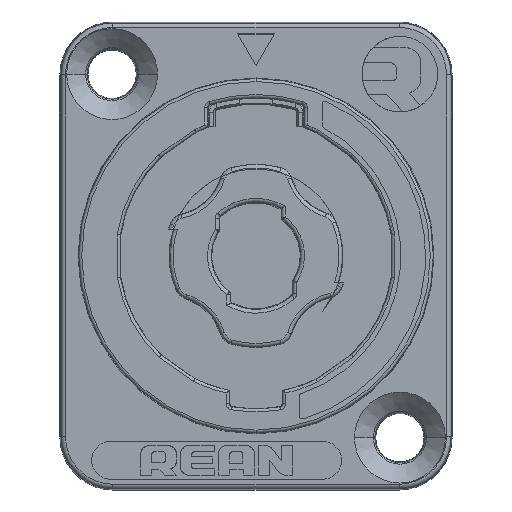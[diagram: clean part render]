
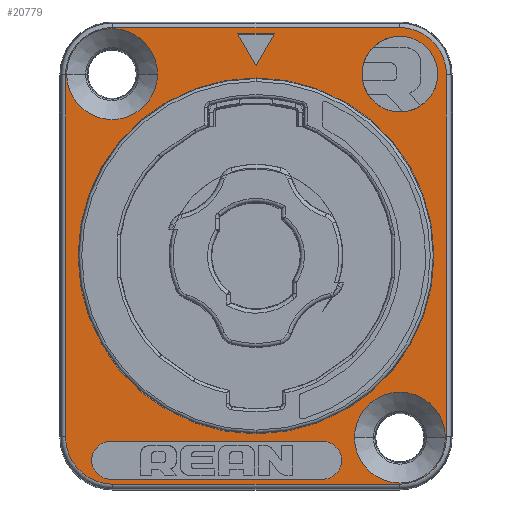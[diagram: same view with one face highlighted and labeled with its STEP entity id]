
A CAD part, top view. The second image highlights one B-rep face of the part: STEP entity #20779.
In plain terms, the highlighted planar face has unit normal (0, 0, 1).
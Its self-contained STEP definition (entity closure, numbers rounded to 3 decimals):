
#3261=CARTESIAN_POINT('',(-9.5,12.,4.5));
#3262=DIRECTION('',(0.,0.,1.));
#3263=DIRECTION('',(-1.,0.,0.));
#3264=AXIS2_PLACEMENT_3D('',#3261,#3262,#3263);
#3266=CARTESIAN_POINT('',(-9.5,12.,4.5));
#3267=DIRECTION('',(0.,0.,1.));
#3268=DIRECTION('',(1.,0.,0.));
#3269=AXIS2_PLACEMENT_3D('',#3266,#3267,#3268);
#3271=CARTESIAN_POINT('',(9.5,-12.,4.5));
#3272=DIRECTION('',(0.,0.,1.));
#3273=DIRECTION('',(1.,0.,0.));
#3274=AXIS2_PLACEMENT_3D('',#3271,#3272,#3273);
#3276=CARTESIAN_POINT('',(9.5,-12.,4.5));
#3277=DIRECTION('',(0.,0.,1.));
#3278=DIRECTION('',(-1.,0.,0.));
#3279=AXIS2_PLACEMENT_3D('',#3276,#3277,#3278);
#3281=CARTESIAN_POINT('',(9.5,12.,4.5));
#3282=DIRECTION('',(0.,0.,1.));
#3283=DIRECTION('',(1.,0.,0.));
#3284=AXIS2_PLACEMENT_3D('',#3281,#3282,#3283);
#3286=CARTESIAN_POINT('',(9.5,12.,4.5));
#3287=DIRECTION('',(0.,0.,1.));
#3288=DIRECTION('',(-1.,0.,0.));
#3289=AXIS2_PLACEMENT_3D('',#3286,#3287,#3288);
#3291=CARTESIAN_POINT('',(-9.6,-13.5,4.5));
#3292=DIRECTION('',(0.,0.,1.));
#3293=DIRECTION('',(0.,1.,0.));
#3294=AXIS2_PLACEMENT_3D('',#3291,#3292,#3293);
#3296=DIRECTION('',(1.,0.,0.));
#3297=VECTOR('',#3296,14.);
#3298=CARTESIAN_POINT('',(-9.6,-14.75,4.5));
#3299=LINE('',#3298,#3297);
#3300=CARTESIAN_POINT('',(4.4,-13.5,4.5));
#3301=DIRECTION('',(0.,0.,1.));
#3302=DIRECTION('',(0.,-1.,0.));
#3303=AXIS2_PLACEMENT_3D('',#3300,#3301,#3302);
#3305=DIRECTION('',(-1.,0.,0.));
#3306=VECTOR('',#3305,14.);
#3307=CARTESIAN_POINT('',(4.4,-12.25,4.5));
#3308=LINE('',#3307,#3306);
#3309=DIRECTION('',(0.5,-0.866,0.));
#3310=VECTOR('',#3309,2.4);
#3311=CARTESIAN_POINT('',(-1.2,14.65,4.5));
#3312=LINE('',#3311,#3310);
#3313=DIRECTION('',(0.5,0.866,0.));
#3314=VECTOR('',#3313,2.4);
#3315=CARTESIAN_POINT('',(0.,12.572,4.5));
#3316=LINE('',#3315,#3314);
#3317=DIRECTION('',(-1.,0.,0.));
#3318=VECTOR('',#3317,2.4);
#3319=CARTESIAN_POINT('',(1.2,14.65,4.5));
#3320=LINE('',#3319,#3318);
#3321=CARTESIAN_POINT('',(-9.45,-11.95,4.5));
#3322=DIRECTION('',(0.,0.,1.));
#3323=DIRECTION('',(-1.,0.,0.));
#3324=AXIS2_PLACEMENT_3D('',#3321,#3322,#3323);
#3326=DIRECTION('',(0.,-1.,0.));
#3327=VECTOR('',#3326,23.9);
#3328=CARTESIAN_POINT('',(-12.577,11.95,4.5));
#3329=LINE('',#3328,#3327);
#3330=CARTESIAN_POINT('',(-9.45,11.95,4.5));
#3331=DIRECTION('',(0.,0.,1.));
#3332=DIRECTION('',(0.,1.,0.));
#3333=AXIS2_PLACEMENT_3D('',#3330,#3331,#3332);
#3335=DIRECTION('',(-1.,0.,0.));
#3336=VECTOR('',#3335,18.9);
#3337=CARTESIAN_POINT('',(9.45,15.077,4.5));
#3338=LINE('',#3337,#3336);
#3339=CARTESIAN_POINT('',(9.45,11.95,4.5));
#3340=DIRECTION('',(0.,0.,1.));
#3341=DIRECTION('',(1.,0.,0.));
#3342=AXIS2_PLACEMENT_3D('',#3339,#3340,#3341);
#3344=DIRECTION('',(0.,1.,0.));
#3345=VECTOR('',#3344,23.9);
#3346=CARTESIAN_POINT('',(12.577,-11.95,4.5));
#3347=LINE('',#3346,#3345);
#3348=CARTESIAN_POINT('',(9.45,-11.95,4.5));
#3349=DIRECTION('',(0.,0.,1.));
#3350=DIRECTION('',(0.,-1.,0.));
#3351=AXIS2_PLACEMENT_3D('',#3348,#3349,#3350);
#3353=DIRECTION('',(1.,0.,0.));
#3354=VECTOR('',#3353,18.9);
#3355=CARTESIAN_POINT('',(-9.45,-15.077,4.5));
#3356=LINE('',#3355,#3354);
#3362=CARTESIAN_POINT('',(0.,0.,4.5));
#3363=DIRECTION('',(0.,0.,-1.));
#3364=DIRECTION('',(0.,1.,0.));
#3365=AXIS2_PLACEMENT_3D('',#3362,#3363,#3364);
#3660=CARTESIAN_POINT('',(0.,0.,4.5));
#3661=DIRECTION('',(0.,0.,1.));
#3662=DIRECTION('',(0.,1.,0.));
#3663=AXIS2_PLACEMENT_3D('',#3660,#3661,#3662);
#15263=CARTESIAN_POINT('',(-12.5,12.,4.5));
#15264=CARTESIAN_POINT('',(-6.5,12.,4.5));
#15265=VERTEX_POINT('',#15263);
#15266=VERTEX_POINT('',#15264);
#15271=CARTESIAN_POINT('',(12.5,-12.,4.5));
#15272=CARTESIAN_POINT('',(6.5,-12.,4.5));
#15273=VERTEX_POINT('',#15271);
#15274=VERTEX_POINT('',#15272);
#15275=CARTESIAN_POINT('',(0.,11.75,4.5));
#15276=CARTESIAN_POINT('',(0.,-11.75,4.5));
#15277=VERTEX_POINT('',#15275);
#15278=VERTEX_POINT('',#15276);
#15317=CARTESIAN_POINT('',(12.,12.,4.5));
#15318=CARTESIAN_POINT('',(7.,12.,4.5));
#15319=VERTEX_POINT('',#15317);
#15320=VERTEX_POINT('',#15318);
#15321=CARTESIAN_POINT('',(-9.6,-12.25,4.5));
#15322=CARTESIAN_POINT('',(-9.6,-14.75,4.5));
#15323=VERTEX_POINT('',#15321);
#15324=VERTEX_POINT('',#15322);
#15325=CARTESIAN_POINT('',(4.4,-14.75,4.5));
#15326=VERTEX_POINT('',#15325);
#15327=CARTESIAN_POINT('',(4.4,-12.25,4.5));
#15328=VERTEX_POINT('',#15327);
#15329=CARTESIAN_POINT('',(-1.2,14.65,4.5));
#15330=CARTESIAN_POINT('',(0.,12.572,4.5));
#15331=VERTEX_POINT('',#15329);
#15332=VERTEX_POINT('',#15330);
#15333=CARTESIAN_POINT('',(1.2,14.65,4.5));
#15334=VERTEX_POINT('',#15333);
#16377=CARTESIAN_POINT('',(-12.577,-11.95,4.5));
#16378=CARTESIAN_POINT('',(-9.45,-15.077,4.5));
#16379=VERTEX_POINT('',#16377);
#16380=VERTEX_POINT('',#16378);
#16385=CARTESIAN_POINT('',(9.45,-15.077,4.5));
#16386=VERTEX_POINT('',#16385);
#16389=CARTESIAN_POINT('',(12.577,-11.95,4.5));
#16390=VERTEX_POINT('',#16389);
#16393=CARTESIAN_POINT('',(12.577,11.95,4.5));
#16394=VERTEX_POINT('',#16393);
#16397=CARTESIAN_POINT('',(9.45,15.077,4.5));
#16398=VERTEX_POINT('',#16397);
#16401=CARTESIAN_POINT('',(-9.45,15.077,4.5));
#16402=VERTEX_POINT('',#16401);
#16405=CARTESIAN_POINT('',(-12.577,11.95,4.5));
#16406=VERTEX_POINT('',#16405);
#20715=CARTESIAN_POINT('',(0.,0.,4.5));
#20716=DIRECTION('',(0.,0.,-1.));
#20717=DIRECTION('',(0.,-1.,0.));
#20718=AXIS2_PLACEMENT_3D('',#20715,#20716,#20717);
#20719=PLANE('',#20718);
#20721=ORIENTED_EDGE('',*,*,#20720,.F.);
#20723=ORIENTED_EDGE('',*,*,#20722,.F.);
#20725=ORIENTED_EDGE('',*,*,#20724,.F.);
#20726=ORIENTED_EDGE('',*,*,#20705,.F.);
#20728=ORIENTED_EDGE('',*,*,#20727,.F.);
#20730=ORIENTED_EDGE('',*,*,#20729,.F.);
#20732=ORIENTED_EDGE('',*,*,#20731,.F.);
#20734=ORIENTED_EDGE('',*,*,#20733,.F.);
#20735=EDGE_LOOP('',(#20721,#20723,#20725,#20726,#20728,#20730,#20732,#20734));
#20736=FACE_OUTER_BOUND('',#20735,.F.);
#20738=ORIENTED_EDGE('',*,*,#20737,.T.);
#20740=ORIENTED_EDGE('',*,*,#20739,.T.);
#20741=EDGE_LOOP('',(#20738,#20740));
#20742=FACE_BOUND('',#20741,.F.);
#20744=ORIENTED_EDGE('',*,*,#20743,.T.);
#20746=ORIENTED_EDGE('',*,*,#20745,.T.);
#20747=EDGE_LOOP('',(#20744,#20746));
#20748=FACE_BOUND('',#20747,.F.);
#20750=ORIENTED_EDGE('',*,*,#20749,.T.);
#20752=ORIENTED_EDGE('',*,*,#20751,.T.);
#20753=EDGE_LOOP('',(#20750,#20752));
#20754=FACE_BOUND('',#20753,.F.);
#20756=ORIENTED_EDGE('',*,*,#20755,.T.);
#20758=ORIENTED_EDGE('',*,*,#20757,.T.);
#20760=ORIENTED_EDGE('',*,*,#20759,.T.);
#20762=ORIENTED_EDGE('',*,*,#20761,.T.);
#20763=EDGE_LOOP('',(#20756,#20758,#20760,#20762));
#20764=FACE_BOUND('',#20763,.F.);
#20766=ORIENTED_EDGE('',*,*,#20765,.T.);
#20768=ORIENTED_EDGE('',*,*,#20767,.T.);
#20770=ORIENTED_EDGE('',*,*,#20769,.T.);
#20771=EDGE_LOOP('',(#20766,#20768,#20770));
#20772=FACE_BOUND('',#20771,.F.);
#20774=ORIENTED_EDGE('',*,*,#20773,.F.);
#20776=ORIENTED_EDGE('',*,*,#20775,.T.);
#20777=EDGE_LOOP('',(#20774,#20776));
#20778=FACE_BOUND('',#20777,.F.);
#20779=ADVANCED_FACE('',(#20736,#20742,#20748,#20754,#20764,#20772,#20778),
#20719,.F.);
#3265=CIRCLE('',#3264,3.);
#3270=CIRCLE('',#3269,3.);
#3275=CIRCLE('',#3274,3.);
#3280=CIRCLE('',#3279,3.);
#3285=CIRCLE('',#3284,2.5);
#3290=CIRCLE('',#3289,2.5);
#3295=CIRCLE('',#3294,1.25);
#3304=CIRCLE('',#3303,1.25);
#3325=CIRCLE('',#3324,3.127);
#3334=CIRCLE('',#3333,3.127);
#3343=CIRCLE('',#3342,3.127);
#3352=CIRCLE('',#3351,3.127);
#3366=CIRCLE('',#3365,11.75);
#3664=CIRCLE('',#3663,11.75);
#20705=EDGE_CURVE('',#16398,#16402,#3338,.T.);
#20720=EDGE_CURVE('',#16379,#16380,#3325,.T.);
#20722=EDGE_CURVE('',#16406,#16379,#3329,.T.);
#20724=EDGE_CURVE('',#16402,#16406,#3334,.T.);
#20727=EDGE_CURVE('',#16394,#16398,#3343,.T.);
#20729=EDGE_CURVE('',#16390,#16394,#3347,.T.);
#20731=EDGE_CURVE('',#16386,#16390,#3352,.T.);
#20733=EDGE_CURVE('',#16380,#16386,#3356,.T.);
#20737=EDGE_CURVE('',#15265,#15266,#3265,.T.);
#20739=EDGE_CURVE('',#15266,#15265,#3270,.T.);
#20743=EDGE_CURVE('',#15273,#15274,#3275,.T.);
#20745=EDGE_CURVE('',#15274,#15273,#3280,.T.);
#20749=EDGE_CURVE('',#15319,#15320,#3285,.T.);
#20751=EDGE_CURVE('',#15320,#15319,#3290,.T.);
#20755=EDGE_CURVE('',#15323,#15324,#3295,.T.);
#20757=EDGE_CURVE('',#15324,#15326,#3299,.T.);
#20759=EDGE_CURVE('',#15326,#15328,#3304,.T.);
#20761=EDGE_CURVE('',#15328,#15323,#3308,.T.);
#20765=EDGE_CURVE('',#15331,#15332,#3312,.T.);
#20767=EDGE_CURVE('',#15332,#15334,#3316,.T.);
#20769=EDGE_CURVE('',#15334,#15331,#3320,.T.);
#20773=EDGE_CURVE('',#15277,#15278,#3366,.T.);
#20775=EDGE_CURVE('',#15277,#15278,#3664,.T.);
